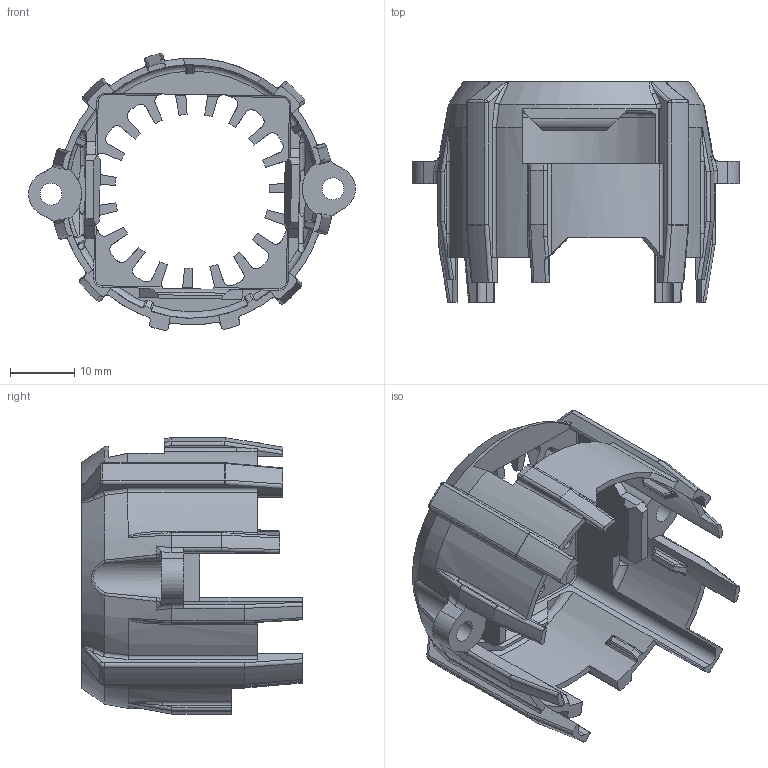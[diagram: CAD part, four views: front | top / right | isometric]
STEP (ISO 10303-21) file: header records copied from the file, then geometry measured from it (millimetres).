
FILE_DESCRIPTION(/* description */ (''),/* implementation_level */ '2;1');
FILE_NAME(/* name */ 'Turbiter_Sherpa_1-0-0.step',/* time_stamp */ '2023-12-13T13:03:14+01:00',/* author */ (''),/* organization */ (''),/* preprocessor_version */ 'ST-DEVELOPER v20',/* originating_system */ 'Autodesk Translation Framework v12.14.0.127',/* authorisation */ '');
FILE_SCHEMA (('AUTOMOTIVE_DESIGN { 1 0 10303 214 3 1 1 }'));
Length unit declared in the file: millimetre
Products named in the file (1): _Turbiter_Sherpa_1-0-0.cd6e84fa-169b-4e07-a902-f64ef999249e
Bounding box: 50.8 x 34.26 x 43 mm (x, y, z)
Volume: 6680.7 mm3; surface area: 9505.8 mm2
Topology: 1 solids, 1 shells, 754 faces, 2076 edges, 1327 vertices
Faces by surface type: cylinder 214, bspline 197, plane 184, cone 85, torus 60, sphere 14
Full cylindrical faces by diameter (mm): 3.4 x2
Entity records: 33161 total; most frequent: CARTESIAN_POINT 14941, ORIENTED_EDGE 4152, DIRECTION 3386, EDGE_CURVE 2076, VERTEX_POINT 1327, AXIS2_PLACEMENT_3D 1264, LINE 858, VECTOR 858
